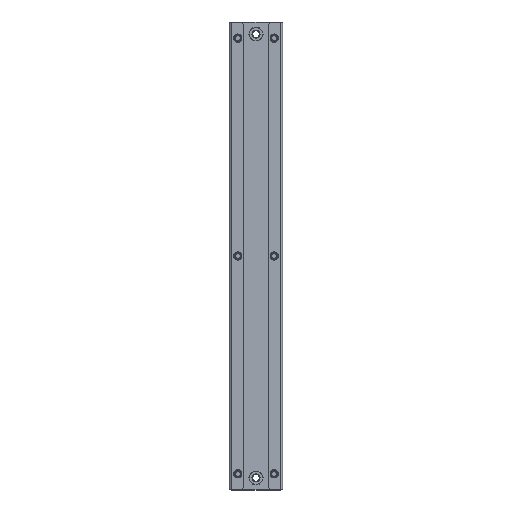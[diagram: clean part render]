
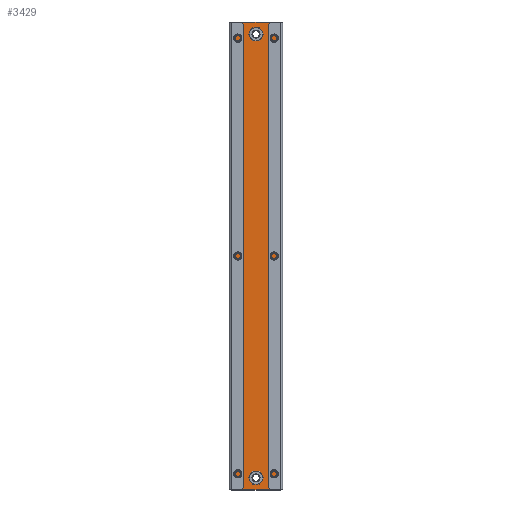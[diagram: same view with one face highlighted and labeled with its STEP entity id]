
A CAD part, top view. The second image highlights one B-rep face of the part: STEP entity #3429.
In plain terms, the highlighted planar face has unit normal (0, 0, 1).
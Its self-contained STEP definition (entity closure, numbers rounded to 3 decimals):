
#136=FACE_BOUND('',#599,.T.);
#137=FACE_BOUND('',#600,.T.);
#192=PLANE('',#3763);
#377=FACE_OUTER_BOUND('',#598,.T.);
#598=EDGE_LOOP('',(#2461,#2462,#2463,#2464));
#599=EDGE_LOOP('',(#2465));
#600=EDGE_LOOP('',(#2466));
#867=LINE('',#5228,#1192);
#871=LINE('',#5237,#1196);
#877=LINE('',#5247,#1202);
#878=LINE('',#5248,#1203);
#1192=VECTOR('',#4168,1000.);
#1196=VECTOR('',#4174,1000.);
#1202=VECTOR('',#4184,1000.);
#1203=VECTOR('',#4185,1000.);
#1510=CIRCLE('',#3738,5.5);
#1512=CIRCLE('',#3741,5.5);
#1616=VERTEX_POINT('',#5180);
#1618=VERTEX_POINT('',#5186);
#1631=VERTEX_POINT('',#5226);
#1632=VERTEX_POINT('',#5227);
#1635=VERTEX_POINT('',#5235);
#1636=VERTEX_POINT('',#5236);
#1928=EDGE_CURVE('',#1616,#1616,#1510,.T.);
#1931=EDGE_CURVE('',#1618,#1618,#1512,.T.);
#1950=EDGE_CURVE('',#1631,#1632,#867,.T.);
#1954=EDGE_CURVE('',#1635,#1636,#871,.T.);
#1960=EDGE_CURVE('',#1632,#1635,#877,.T.);
#1961=EDGE_CURVE('',#1636,#1631,#878,.T.);
#2461=ORIENTED_EDGE('',*,*,#1960,.T.);
#2462=ORIENTED_EDGE('',*,*,#1954,.T.);
#2463=ORIENTED_EDGE('',*,*,#1961,.T.);
#2464=ORIENTED_EDGE('',*,*,#1950,.T.);
#2465=ORIENTED_EDGE('',*,*,#1928,.F.);
#2466=ORIENTED_EDGE('',*,*,#1931,.F.);
#3429=ADVANCED_FACE('',(#377,#136,#137),#192,.T.);
#3738=AXIS2_PLACEMENT_3D('',#5182,#4115,#4116);
#3741=AXIS2_PLACEMENT_3D('',#5188,#4122,#4123);
#3763=AXIS2_PLACEMENT_3D('',#5246,#4182,#4183);
#4115=DIRECTION('center_axis',(0.,0.,1.));
#4116=DIRECTION('ref_axis',(1.,0.,0.));
#4122=DIRECTION('center_axis',(0.,0.,1.));
#4123=DIRECTION('ref_axis',(-1.,0.,0.));
#4168=DIRECTION('',(-1.,0.,0.));
#4174=DIRECTION('',(1.,0.,0.));
#4182=DIRECTION('center_axis',(0.,0.,1.));
#4183=DIRECTION('ref_axis',(1.,0.,0.));
#4184=DIRECTION('',(0.,-1.,0.));
#4185=DIRECTION('',(0.,1.,0.));
#5180=CARTESIAN_POINT('',(-5.5,-275.,0.));
#5182=CARTESIAN_POINT('Origin',(0.,-275.,0.));
#5186=CARTESIAN_POINT('',(-5.5,275.,0.));
#5188=CARTESIAN_POINT('Origin',(0.,275.,0.));
#5226=CARTESIAN_POINT('',(30.,290.,0.));
#5227=CARTESIAN_POINT('',(-30.,290.,0.));
#5228=CARTESIAN_POINT('',(30.,290.,0.));
#5235=CARTESIAN_POINT('',(-30.,-290.,0.));
#5236=CARTESIAN_POINT('',(30.,-290.,0.));
#5237=CARTESIAN_POINT('',(30.,-290.,0.));
#5246=CARTESIAN_POINT('Origin',(0.,0.,0.));
#5247=CARTESIAN_POINT('',(-30.,-290.,0.));
#5248=CARTESIAN_POINT('',(30.,-290.,0.));
